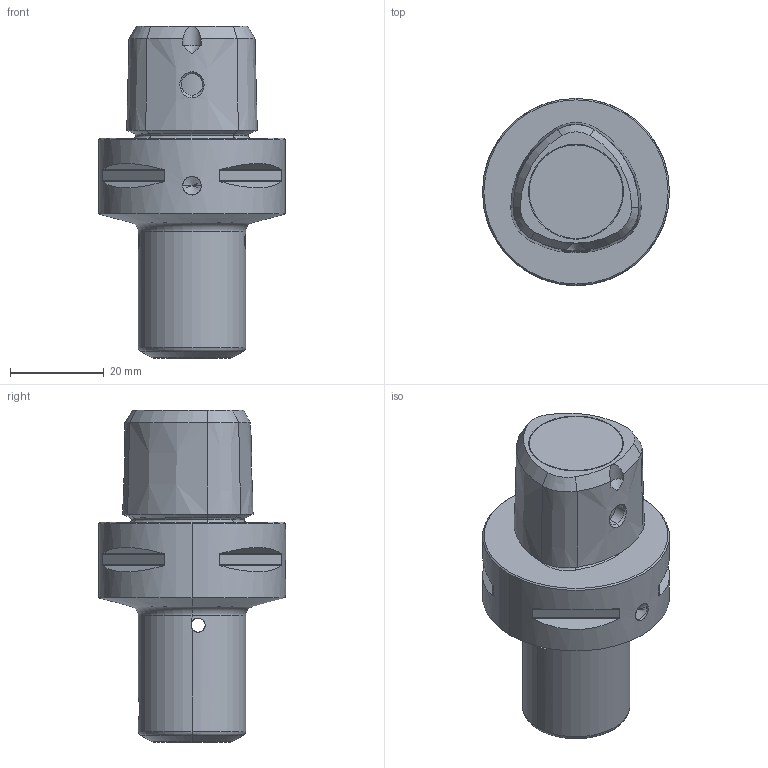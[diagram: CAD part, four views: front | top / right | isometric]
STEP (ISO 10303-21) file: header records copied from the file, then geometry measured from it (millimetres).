
FILE_DESCRIPTION(/* description */ (''),/* implementation_level */ '2;1');
FILE_NAME(/* name */ '1530189903756.stp',/* time_stamp */ '2018-06-28T14:45:11+02:00',/* author */ (''),/* organization */ ('SMS'),/* preprocessor_version */ 'ST-DEVELOPER v15',/* originating_system */ 'SIEMENS PLM Software NX 8.5',/* authorisation */ '');
FILE_SCHEMA (('AUTOMOTIVE_DESIGN { 1 0 10303 214 3 1 1 1 }'));
Length unit declared in the file: millimetre
Products named in the file (1): 201733221mod000_00
Bounding box: 40 x 40 x 71 mm (x, y, z)
Volume: 43166 mm3; surface area: 10707.3 mm2
Topology: 1 solids, 2 shells, 109 faces, 261 edges, 159 vertices
Faces by surface type: cone 38, cylinder 36, torus 18, plane 17
Full cylindrical faces by diameter (mm): 20 x1
Entity records: 4067 total; most frequent: CARTESIAN_POINT 1553, DIRECTION 520, ORIENTED_EDGE 512, EDGE_CURVE 256, AXIS2_PLACEMENT_3D 216, VERTEX_POINT 156, EDGE_LOOP 120, ADVANCED_FACE 109
